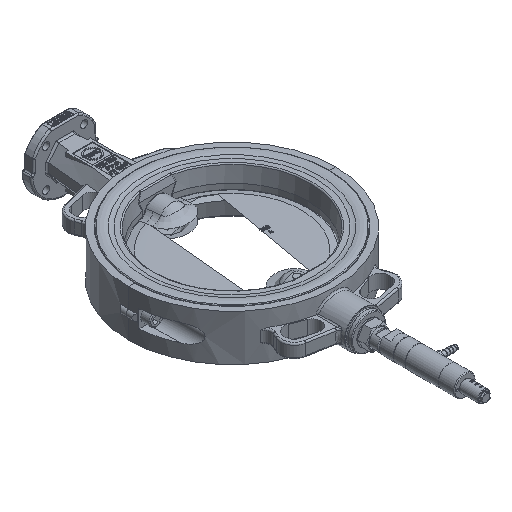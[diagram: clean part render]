
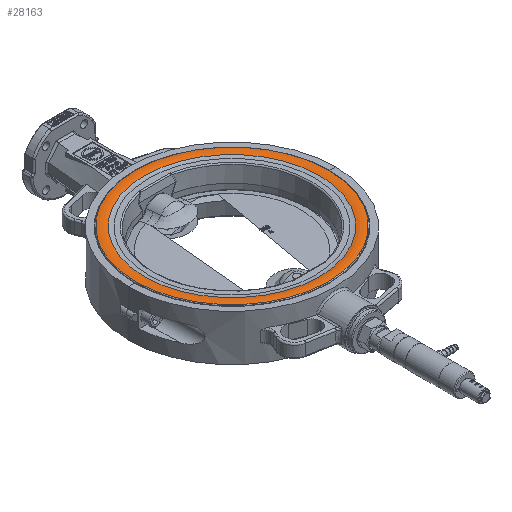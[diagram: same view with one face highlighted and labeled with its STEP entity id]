
A CAD part, isometric view. The second image highlights one B-rep face of the part: STEP entity #28163.
In plain terms, the highlighted toroidal (fillet/blend) face has major radius 120 mm and minor radius 25 mm.
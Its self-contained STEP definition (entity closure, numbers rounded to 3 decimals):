
#27543=CARTESIAN_POINT('',(0.,-125.156,30.962));
#27544=VERTEX_POINT('',#27543);
#27545=CARTESIAN_POINT('',(0.,0.,30.962));
#27546=DIRECTION('',(0.0,0.0,-1.0));
#27547=DIRECTION('',(0.0,-1.0,0.0));
#27548=AXIS2_PLACEMENT_3D('',#27545,#27546,#27547);
#27549=CIRCLE('',#27548,125.156);
#27550=EDGE_CURVE('',#27544,#27544,#27549,.T.);
#28137=CARTESIAN_POINT('',(0.,-113.599,30.667));
#28138=VERTEX_POINT('',#28137);
#28139=CARTESIAN_POINT('',(0.,0.,30.667));
#28140=DIRECTION('',(0.0,0.0,-1.0));
#28141=DIRECTION('',(0.0,-1.0,0.0));
#28142=AXIS2_PLACEMENT_3D('',#28139,#28140,#28141);
#28143=CIRCLE('',#28142,113.599);
#28144=EDGE_CURVE('',#28138,#28138,#28143,.T.);
#28152=CARTESIAN_POINT('',(0.,0.,6.5));
#28153=DIRECTION('',(0.0,0.0,-1.0));
#28154=DIRECTION('',(0.0,-1.0,0.0));
#28155=AXIS2_PLACEMENT_3D('',#28152,#28153,#28154);
#28156=TOROIDAL_SURFACE('',#28155,120.0,25.0);
#28157=ORIENTED_EDGE('',*,*,#27550,.F.);
#28158=EDGE_LOOP('',(#28157));
#28159=FACE_OUTER_BOUND('',#28158,.T.);
#28160=ORIENTED_EDGE('',*,*,#28144,.T.);
#28161=EDGE_LOOP('',(#28160));
#28162=FACE_BOUND('',#28161,.T.);
#28163=ADVANCED_FACE('',(#28159,#28162),#28156,.T.);
